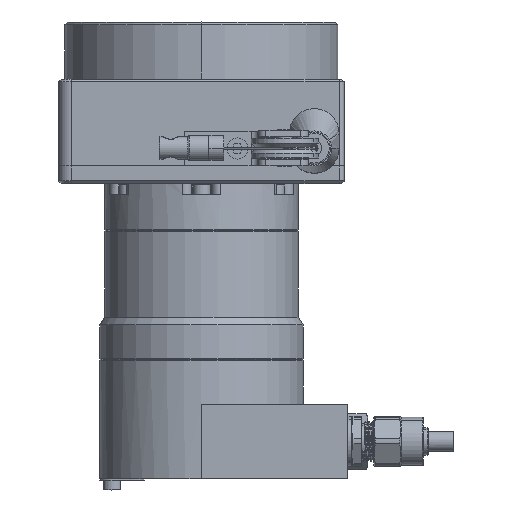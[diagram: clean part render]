
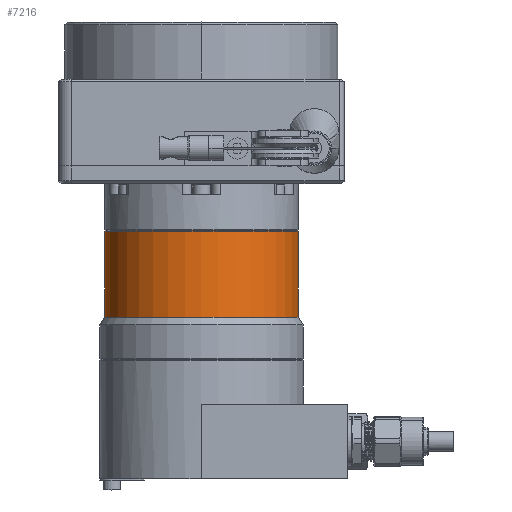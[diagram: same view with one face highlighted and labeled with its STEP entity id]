
A CAD part, top view. The second image highlights one B-rep face of the part: STEP entity #7216.
In plain terms, the highlighted cylindrical face has radius 39 mm (diameter 78 mm), a partial arc.
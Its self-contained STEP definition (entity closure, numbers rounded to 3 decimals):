
#7147=CARTESIAN_POINT('Vertex',(0.,23.3,-39.)) ;
#7150=CARTESIAN_POINT('Axis2P3D Location',(0.,23.3,0.)) ;
#7154=CARTESIAN_POINT('Vertex',(0.,23.3,39.)) ;
#7186=CARTESIAN_POINT('Axis2P3D Location',(0.,23.,0.)) ;
#7191=CARTESIAN_POINT('Axis2P3D Location',(0.,57.909,0.)) ;
#7195=CARTESIAN_POINT('Vertex',(0.,57.909,-39.)) ;
#7197=CARTESIAN_POINT('Vertex',(0.,57.909,39.)) ;
#7200=CARTESIAN_POINT('Line Origine',(0.,23.,39.)) ;
#7205=CARTESIAN_POINT('Line Origine',(0.,23.,-39.)) ;
#7151=DIRECTION('Axis2P3D Direction',(0.,1.,0.)) ;
#7187=DIRECTION('Axis2P3D Direction',(0.,-1.,0.)) ;
#7188=DIRECTION('Axis2P3D XDirection',(0.,0.,-1.)) ;
#7192=DIRECTION('Axis2P3D Direction',(0.,-1.,0.)) ;
#7201=DIRECTION('Vector Direction',(0.,-1.,0.)) ;
#7206=DIRECTION('Vector Direction',(0.,-1.,0.)) ;
#7152=AXIS2_PLACEMENT_3D('Circle Axis2P3D',#7150,#7151,$) ;
#7189=AXIS2_PLACEMENT_3D('Cylinder Axis2P3D',#7186,#7187,#7188) ;
#7193=AXIS2_PLACEMENT_3D('Circle Axis2P3D',#7191,#7192,$) ;
#7211=ORIENTED_EDGE('',*,*,#7199,.T.) ;
#7212=ORIENTED_EDGE('',*,*,#7204,.T.) ;
#7213=ORIENTED_EDGE('',*,*,#7156,.T.) ;
#7214=ORIENTED_EDGE('',*,*,#7209,.F.) ;
#7202=VECTOR('Line Direction',#7201,1.) ;
#7207=VECTOR('Line Direction',#7206,1.) ;
#7216=ADVANCED_FACE('NAUO8\\\X2\570689D2\X0\2',(#7215),#7190,.T.) ;
#7153=CIRCLE('generated circle',#7152,39.) ;
#7194=CIRCLE('generated circle',#7193,39.) ;
#7190=CYLINDRICAL_SURFACE('generated cylinder',#7189,39.) ;
#7156=EDGE_CURVE('',#7155,#7148,#7153,.T.) ;
#7199=EDGE_CURVE('',#7196,#7198,#7194,.T.) ;
#7204=EDGE_CURVE('',#7198,#7155,#7203,.T.) ;
#7209=EDGE_CURVE('',#7196,#7148,#7208,.T.) ;
#7210=EDGE_LOOP('',(#7211,#7212,#7213,#7214)) ;
#7215=FACE_OUTER_BOUND('',#7210,.T.) ;
#7203=LINE('Line',#7200,#7202) ;
#7208=LINE('Line',#7205,#7207) ;
#7148=VERTEX_POINT('',#7147) ;
#7155=VERTEX_POINT('',#7154) ;
#7196=VERTEX_POINT('',#7195) ;
#7198=VERTEX_POINT('',#7197) ;
